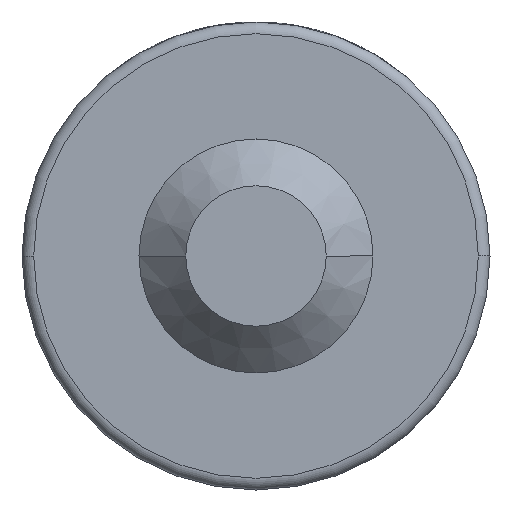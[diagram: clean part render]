
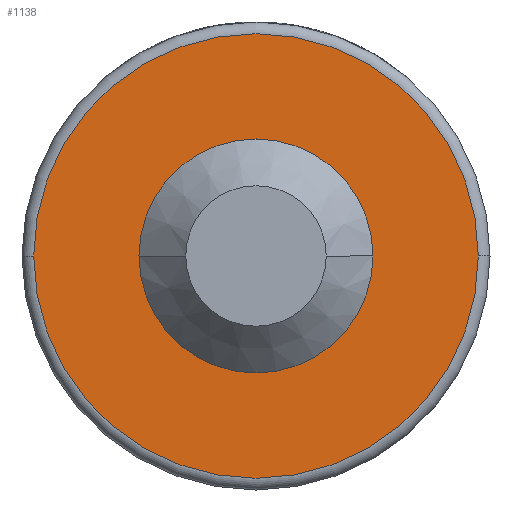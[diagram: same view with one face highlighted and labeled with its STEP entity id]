
A CAD part, front view. The second image highlights one B-rep face of the part: STEP entity #1138.
In plain terms, the highlighted planar face has unit normal (0, -1, 0).
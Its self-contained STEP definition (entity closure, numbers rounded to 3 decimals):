
#82 = DIRECTION ( 'NONE',  ( 0., -1., 0. ) ) ;
#94 = EDGE_LOOP ( 'NONE', ( #1175, #2247 ) ) ;
#168 = ORIENTED_EDGE ( 'NONE', *, *, #615, .F. ) ;
#350 = CIRCLE ( 'NONE', #3622, 0.5 ) ;
#356 = CARTESIAN_POINT ( 'NONE',  ( -0.95, 2.4, 0. ) ) ;
#532 = CARTESIAN_POINT ( 'NONE',  ( 0., 2.4, 0. ) ) ;
#575 = VERTEX_POINT ( 'NONE', #1423 ) ;
#615 = EDGE_CURVE ( 'Defeature ausgef�hrt1_4+Defeature ausgef�hrt1_5+Defeature ausgef�hrt1_5+Defeature ausgef�hrt1_5', #2764, #575, #350, .T. ) ;
#621 = AXIS2_PLACEMENT_3D ( 'NONE', #2145, #2443, #2388 ) ;
#715 = EDGE_CURVE ( 'Defeature ausgef�hrt1_5+Defeature ausgef�hrt1_8+Defeature ausgef�hrt1_8+Defeature ausgef�hrt1_8', #2130, #1457, #2070, .T. ) ;
#720 = CARTESIAN_POINT ( 'NONE',  ( 0.95, 2.4, 0. ) ) ;
#853 = CARTESIAN_POINT ( 'NONE',  ( -0.5, 2.4, 0. ) ) ;
#922 = DIRECTION ( 'NONE',  ( 0., -1., 0. ) ) ;
#1120 = DIRECTION ( 'NONE',  ( 0., -1., 0. ) ) ;
#1138 = ADVANCED_FACE ( 'Defeature ausgef�hrt1_5', ( #1488, #2259 ), #3552, .F. ) ;
#1175 = ORIENTED_EDGE ( 'NONE', *, *, #715, .T. ) ;
#1413 = DIRECTION ( 'NONE',  ( 1., 0., 0. ) ) ;
#1423 = CARTESIAN_POINT ( 'NONE',  ( 0.5, 2.4, 0. ) ) ;
#1457 = VERTEX_POINT ( 'NONE', #720 ) ;
#1488 = FACE_OUTER_BOUND ( 'NONE', #94, .T. ) ;
#1624 = AXIS2_PLACEMENT_3D ( 'NONE', #2950, #922, #2962 ) ;
#1626 = ORIENTED_EDGE ( 'NONE', *, *, #2374, .F. ) ;
#2069 = EDGE_CURVE ( 'Defeature ausgef�hrt1_5+Defeature ausgef�hrt1_8+Defeature ausgef�hrt1_8+Defeature ausgef�hrt1_8', #1457, #2130, #2162, .T. ) ;
#2070 = CIRCLE ( 'NONE', #2664, 0.95 ) ;
#2130 = VERTEX_POINT ( 'NONE', #356 ) ;
#2145 = CARTESIAN_POINT ( 'NONE',  ( 0., 2.4, 0.5 ) ) ;
#2162 = CIRCLE ( 'NONE', #3671, 0.95 ) ;
#2247 = ORIENTED_EDGE ( 'NONE', *, *, #2069, .T. ) ;
#2259 = FACE_BOUND ( 'NONE', #3257, .T. ) ;
#2374 = EDGE_CURVE ( 'Defeature ausgef�hrt1_4+Defeature ausgef�hrt1_5+Defeature ausgef�hrt1_5+Defeature ausgef�hrt1_5', #575, #2764, #3429, .T. ) ;
#2388 = DIRECTION ( 'NONE',  ( -1., 0., 0. ) ) ;
#2443 = DIRECTION ( 'NONE',  ( 0., 1., 0. ) ) ;
#2462 = DIRECTION ( 'NONE',  ( 0., -1., 0. ) ) ;
#2664 = AXIS2_PLACEMENT_3D ( 'NONE', #3003, #2462, #2989 ) ;
#2764 = VERTEX_POINT ( 'NONE', #853 ) ;
#2950 = CARTESIAN_POINT ( 'NONE',  ( 0., 2.4, 0. ) ) ;
#2962 = DIRECTION ( 'NONE',  ( 1., 0., 0. ) ) ;
#2978 = DIRECTION ( 'NONE',  ( -1., 0., 0. ) ) ;
#2989 = DIRECTION ( 'NONE',  ( -1., 0., 0. ) ) ;
#3003 = CARTESIAN_POINT ( 'NONE',  ( 0., 2.4, 0. ) ) ;
#3257 = EDGE_LOOP ( 'NONE', ( #1626, #168 ) ) ;
#3429 = CIRCLE ( 'NONE', #1624, 0.5 ) ;
#3514 = CARTESIAN_POINT ( 'NONE',  ( 0., 2.4, 0. ) ) ;
#3552 = PLANE ( 'NONE',  #621 ) ;
#3622 = AXIS2_PLACEMENT_3D ( 'NONE', #532, #1120, #1413 ) ;
#3671 = AXIS2_PLACEMENT_3D ( 'NONE', #3514, #82, #2978 ) ;
